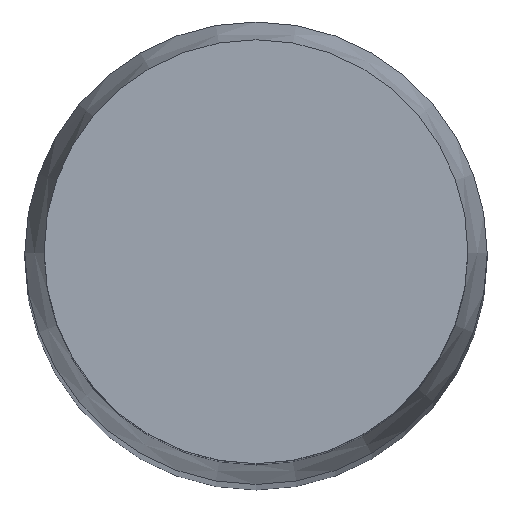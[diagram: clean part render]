
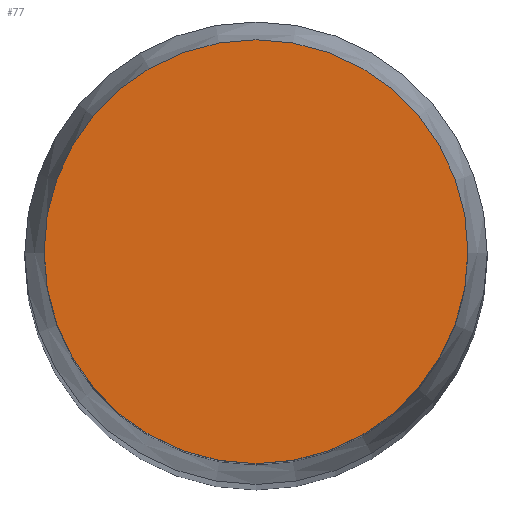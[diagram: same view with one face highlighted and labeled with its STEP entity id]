
A CAD part, top view. The second image highlights one B-rep face of the part: STEP entity #77.
In plain terms, the highlighted planar face has unit normal (0, 0, 1).
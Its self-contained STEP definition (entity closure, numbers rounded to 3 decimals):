
#77=ADVANCED_FACE('',(#95),#88,.T.);
#88=PLANE('',#205);
#95=FACE_OUTER_BOUND('',#103,.T.);
#103=EDGE_LOOP('',(#121));
#121=ORIENTED_EDGE('',*,*,#146,.F.);
#137=VERTEX_POINT('',#296);
#146=EDGE_CURVE('',#137,#137,#155,.T.);
#155=CIRCLE('',#204,2.183);
#204=AXIS2_PLACEMENT_3D('',#295,#238,#239);
#205=AXIS2_PLACEMENT_3D('',#297,#240,#241);
#238=DIRECTION('',(0.,0.,-1.));
#239=DIRECTION('',(-1.,0.,0.));
#240=DIRECTION('',(0.,0.,1.));
#241=DIRECTION('',(1.,0.,0.));
#295=CARTESIAN_POINT('',(0.,0.,0.));
#296=CARTESIAN_POINT('',(-2.183,0.,0.));
#297=CARTESIAN_POINT('',(2.183,0.,0.));
